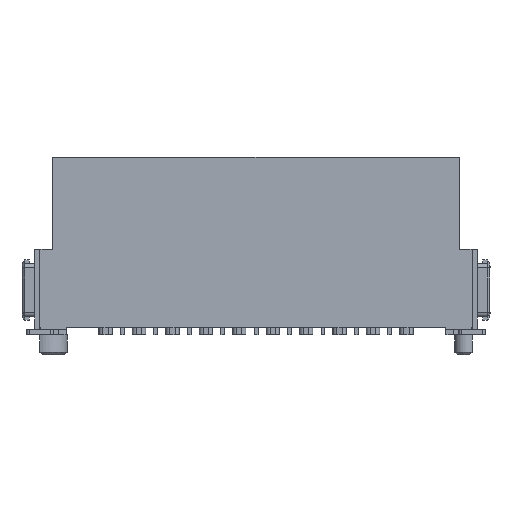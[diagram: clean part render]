
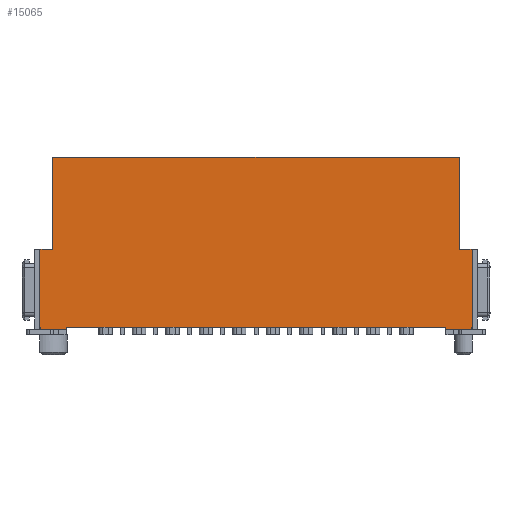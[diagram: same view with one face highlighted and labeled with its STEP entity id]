
A CAD part, front view. The second image highlights one B-rep face of the part: STEP entity #15065.
In plain terms, the highlighted planar face has unit normal (0, -1, 0).
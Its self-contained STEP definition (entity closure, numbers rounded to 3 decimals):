
#337=DIRECTION('',(1.,0.,0.));
#338=VECTOR('',#337,0.485);
#339=CARTESIAN_POINT('',(-8.21,-2.1,3.25));
#340=LINE('',#339,#338);
#393=DIRECTION('',(1.,0.,0.));
#394=VECTOR('',#393,0.485);
#395=CARTESIAN_POINT('',(7.725,-2.1,3.25));
#396=LINE('',#395,#394);
#498=DIRECTION('',(1.,0.,0.));
#499=VECTOR('',#498,14.42);
#500=CARTESIAN_POINT('',(-7.21,-2.1,0.3));
#501=LINE('',#500,#499);
#4943=DIRECTION('',(0.,0.,1.));
#4944=VECTOR('',#4943,3.05);
#4945=CARTESIAN_POINT('',(8.21,-2.1,0.2));
#4946=LINE('',#4945,#4944);
#6206=DIRECTION('',(0.,0.,1.));
#6207=VECTOR('',#6206,0.1);
#6208=CARTESIAN_POINT('',(-7.21,-2.1,0.2));
#6209=LINE('',#6208,#6207);
#6213=DIRECTION('',(1.,0.,0.));
#6214=VECTOR('',#6213,1.);
#6215=CARTESIAN_POINT('',(-8.21,-2.1,0.2));
#6216=LINE('',#6215,#6214);
#6220=DIRECTION('',(0.,0.,1.));
#6221=VECTOR('',#6220,3.05);
#6222=CARTESIAN_POINT('',(-8.21,-2.1,0.2));
#6223=LINE('',#6222,#6221);
#6227=DIRECTION('',(0.,0.,1.));
#6228=VECTOR('',#6227,3.5);
#6229=CARTESIAN_POINT('',(-7.725,-2.1,3.25));
#6230=LINE('',#6229,#6228);
#6234=DIRECTION('',(1.,0.,0.));
#6235=VECTOR('',#6234,1.);
#6236=CARTESIAN_POINT('',(7.21,-2.1,0.2));
#6237=LINE('',#6236,#6235);
#6241=DIRECTION('',(0.,0.,1.));
#6242=VECTOR('',#6241,0.1);
#6243=CARTESIAN_POINT('',(7.21,-2.1,0.2));
#6244=LINE('',#6243,#6242);
#7788=DIRECTION('',(1.,0.,0.));
#7789=VECTOR('',#7788,15.45);
#7790=CARTESIAN_POINT('',(-7.725,-2.1,6.75));
#7791=LINE('',#7790,#7789);
#7893=DIRECTION('',(0.,0.,1.));
#7894=VECTOR('',#7893,3.5);
#7895=CARTESIAN_POINT('',(7.725,-2.1,3.25));
#7896=LINE('',#7895,#7894);
#8467=CARTESIAN_POINT('',(8.21,-2.1,3.25));
#8469=VERTEX_POINT('',#8467);
#8472=CARTESIAN_POINT('',(-8.21,-2.1,3.25));
#8474=VERTEX_POINT('',#8472);
#8659=CARTESIAN_POINT('',(-7.725,-2.1,6.75));
#8660=CARTESIAN_POINT('',(7.725,-2.1,6.75));
#8661=VERTEX_POINT('',#8659);
#8662=VERTEX_POINT('',#8660);
#8667=CARTESIAN_POINT('',(-7.725,-2.1,3.25));
#8668=VERTEX_POINT('',#8667);
#8669=CARTESIAN_POINT('',(7.725,-2.1,3.25));
#8670=VERTEX_POINT('',#8669);
#8696=CARTESIAN_POINT('',(8.21,-2.1,0.2));
#8698=VERTEX_POINT('',#8696);
#8710=CARTESIAN_POINT('',(-8.21,-2.1,0.2));
#8712=VERTEX_POINT('',#8710);
#9193=CARTESIAN_POINT('',(7.21,-2.1,0.2));
#9194=VERTEX_POINT('',#9193);
#9751=CARTESIAN_POINT('',(-7.21,-2.1,0.3));
#9752=CARTESIAN_POINT('',(7.21,-2.1,0.3));
#9753=VERTEX_POINT('',#9751);
#9754=VERTEX_POINT('',#9752);
#9839=CARTESIAN_POINT('',(-7.21,-2.1,0.2));
#9840=VERTEX_POINT('',#9839);
#15042=CARTESIAN_POINT('',(-8.21,-2.1,0.));
#15043=DIRECTION('',(0.,-1.,0.));
#15044=DIRECTION('',(1.,0.,0.));
#15045=AXIS2_PLACEMENT_3D('',#15042,#15043,#15044);
#15046=PLANE('',#15045);
#15047=ORIENTED_EDGE('',*,*,#10423,.F.);
#15048=ORIENTED_EDGE('',*,*,#10268,.F.);
#15049=ORIENTED_EDGE('',*,*,#13852,.F.);
#15051=ORIENTED_EDGE('',*,*,#15050,.T.);
#15052=ORIENTED_EDGE('',*,*,#10330,.T.);
#15053=ORIENTED_EDGE('',*,*,#10374,.T.);
#15055=ORIENTED_EDGE('',*,*,#15054,.T.);
#15057=ORIENTED_EDGE('',*,*,#15056,.F.);
#15058=ORIENTED_EDGE('',*,*,#10358,.T.);
#15059=ORIENTED_EDGE('',*,*,#13897,.F.);
#15060=ORIENTED_EDGE('',*,*,#13867,.F.);
#15062=ORIENTED_EDGE('',*,*,#15061,.T.);
#15063=EDGE_LOOP('',(#15047,#15048,#15049,#15051,#15052,#15053,#15055,#15057,
#15058,#15059,#15060,#15062));
#15064=FACE_OUTER_BOUND('',#15063,.F.);
#15065=ADVANCED_FACE('',(#15064),#15046,.T.);
#10268=EDGE_CURVE('',#9840,#9753,#6209,.T.);
#10330=EDGE_CURVE('',#8474,#8668,#340,.T.);
#10358=EDGE_CURVE('',#8670,#8469,#396,.T.);
#10374=EDGE_CURVE('',#8668,#8661,#6230,.T.);
#10423=EDGE_CURVE('',#9753,#9754,#501,.T.);
#13852=EDGE_CURVE('',#8712,#9840,#6216,.T.);
#13867=EDGE_CURVE('',#9194,#8698,#6237,.T.);
#13897=EDGE_CURVE('',#8698,#8469,#4946,.T.);
#15050=EDGE_CURVE('',#8712,#8474,#6223,.T.);
#15054=EDGE_CURVE('',#8661,#8662,#7791,.T.);
#15056=EDGE_CURVE('',#8670,#8662,#7896,.T.);
#15061=EDGE_CURVE('',#9194,#9754,#6244,.T.);
